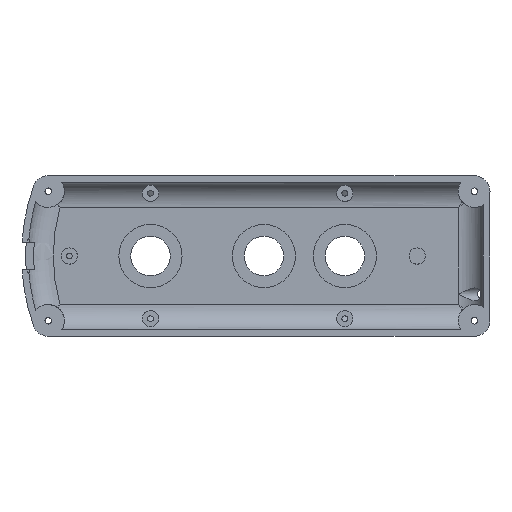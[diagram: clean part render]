
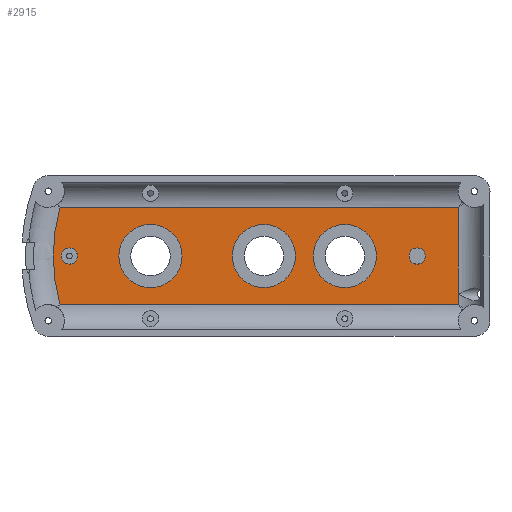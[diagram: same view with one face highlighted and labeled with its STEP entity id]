
A CAD part, top view. The second image highlights one B-rep face of the part: STEP entity #2915.
In plain terms, the highlighted planar face has unit normal (0, 0, 1).
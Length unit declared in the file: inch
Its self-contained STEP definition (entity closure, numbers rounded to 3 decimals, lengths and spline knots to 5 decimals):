
#108=FACE_BOUND('',#510,.T.);
#109=FACE_BOUND('',#511,.T.);
#110=FACE_BOUND('',#512,.T.);
#111=FACE_BOUND('',#513,.T.);
#112=FACE_BOUND('',#514,.T.);
#141=PLANE('',#3237);
#304=FACE_OUTER_BOUND('',#509,.T.);
#509=EDGE_LOOP('',(#2366,#2367,#2368,#2369,#2370));
#510=EDGE_LOOP('',(#2371,#2372));
#511=EDGE_LOOP('',(#2373,#2374));
#512=EDGE_LOOP('',(#2375,#2376));
#513=EDGE_LOOP('',(#2377,#2378));
#514=EDGE_LOOP('',(#2379,#2380));
#743=LINE('',#5501,#956);
#750=LINE('',#5890,#963);
#751=LINE('',#5893,#964);
#752=LINE('',#5894,#965);
#956=VECTOR('',#3706,0.3937);
#963=VECTOR('',#3763,0.3937);
#964=VECTOR('',#3766,0.3937);
#965=VECTOR('',#3767,0.3937);
#1142=CIRCLE('',#3083,2.5);
#1143=CIRCLE('',#3084,2.5);
#1195=CIRCLE('',#3169,9.75);
#1196=CIRCLE('',#3170,9.75);
#1197=CIRCLE('',#3172,9.75);
#1198=CIRCLE('',#3173,9.75);
#1199=CIRCLE('',#3175,9.75);
#1200=CIRCLE('',#3176,9.75);
#1230=CIRCLE('',#3232,55.);
#1231=CIRCLE('',#3238,2.5);
#1232=CIRCLE('',#3239,2.5);
#1271=VERTEX_POINT('',#4504);
#1272=VERTEX_POINT('',#4506);
#1324=VERTEX_POINT('',#4949);
#1325=VERTEX_POINT('',#4950);
#1326=VERTEX_POINT('',#4955);
#1327=VERTEX_POINT('',#4956);
#1328=VERTEX_POINT('',#4961);
#1329=VERTEX_POINT('',#4962);
#1390=VERTEX_POINT('',#5493);
#1391=VERTEX_POINT('',#5500);
#1408=VERTEX_POINT('',#5790);
#1411=VERTEX_POINT('',#5888);
#1412=VERTEX_POINT('',#5892);
#1413=VERTEX_POINT('',#5895);
#1414=VERTEX_POINT('',#5896);
#1568=EDGE_CURVE('',#1272,#1271,#1142,.T.);
#1569=EDGE_CURVE('',#1271,#1272,#1143,.T.);
#1638=EDGE_CURVE('',#1324,#1325,#1195,.T.);
#1639=EDGE_CURVE('',#1325,#1324,#1196,.T.);
#1641=EDGE_CURVE('',#1326,#1327,#1197,.T.);
#1642=EDGE_CURVE('',#1327,#1326,#1198,.T.);
#1644=EDGE_CURVE('',#1328,#1329,#1199,.T.);
#1645=EDGE_CURVE('',#1329,#1328,#1200,.T.);
#1723=EDGE_CURVE('',#1390,#1391,#743,.T.);
#1752=EDGE_CURVE('',#1390,#1408,#1230,.T.);
#1759=EDGE_CURVE('',#1408,#1411,#750,.T.);
#1760=EDGE_CURVE('',#1411,#1412,#751,.T.);
#1761=EDGE_CURVE('',#1412,#1391,#752,.T.);
#1762=EDGE_CURVE('',#1413,#1414,#1231,.T.);
#1763=EDGE_CURVE('',#1414,#1413,#1232,.T.);
#2366=ORIENTED_EDGE('',*,*,#1723,.F.);
#2367=ORIENTED_EDGE('',*,*,#1752,.T.);
#2368=ORIENTED_EDGE('',*,*,#1759,.T.);
#2369=ORIENTED_EDGE('',*,*,#1760,.T.);
#2370=ORIENTED_EDGE('',*,*,#1761,.T.);
#2371=ORIENTED_EDGE('',*,*,#1638,.T.);
#2372=ORIENTED_EDGE('',*,*,#1639,.T.);
#2373=ORIENTED_EDGE('',*,*,#1641,.T.);
#2374=ORIENTED_EDGE('',*,*,#1642,.T.);
#2375=ORIENTED_EDGE('',*,*,#1644,.T.);
#2376=ORIENTED_EDGE('',*,*,#1645,.T.);
#2377=ORIENTED_EDGE('',*,*,#1762,.T.);
#2378=ORIENTED_EDGE('',*,*,#1763,.T.);
#2379=ORIENTED_EDGE('',*,*,#1568,.T.);
#2380=ORIENTED_EDGE('',*,*,#1569,.T.);
#2915=ADVANCED_FACE('',(#304,#108,#109,#110,#111,#112),#141,.T.);
#3083=AXIS2_PLACEMENT_3D('',#4507,#3413,#3414);
#3084=AXIS2_PLACEMENT_3D('',#4508,#3415,#3416);
#3169=AXIS2_PLACEMENT_3D('',#4951,#3592,#3593);
#3170=AXIS2_PLACEMENT_3D('',#4952,#3594,#3595);
#3172=AXIS2_PLACEMENT_3D('',#4957,#3599,#3600);
#3173=AXIS2_PLACEMENT_3D('',#4958,#3601,#3602);
#3175=AXIS2_PLACEMENT_3D('',#4963,#3606,#3607);
#3176=AXIS2_PLACEMENT_3D('',#4964,#3608,#3609);
#3232=AXIS2_PLACEMENT_3D('',#5797,#3752,#3753);
#3237=AXIS2_PLACEMENT_3D('',#5891,#3764,#3765);
#3238=AXIS2_PLACEMENT_3D('',#5897,#3768,#3769);
#3239=AXIS2_PLACEMENT_3D('',#5898,#3770,#3771);
#3413=DIRECTION('center_axis',(0.,0.,
-1.));
#3414=DIRECTION('ref_axis',(1.,0.,0.));
#3415=DIRECTION('center_axis',(0.,0.,
-1.));
#3416=DIRECTION('ref_axis',(1.,0.,0.));
#3592=DIRECTION('center_axis',(0.,0.,-1.));
#3593=DIRECTION('ref_axis',(0.814,0.581,0.));
#3594=DIRECTION('center_axis',(0.,0.,-1.));
#3595=DIRECTION('ref_axis',(0.814,0.581,0.));
#3599=DIRECTION('center_axis',(0.,0.,
-1.));
#3600=DIRECTION('ref_axis',(0.814,0.581,0.));
#3601=DIRECTION('center_axis',(0.,0.,
-1.));
#3602=DIRECTION('ref_axis',(0.814,0.581,0.));
#3606=DIRECTION('center_axis',(0.,0.,-1.));
#3607=DIRECTION('ref_axis',(0.814,0.581,0.));
#3608=DIRECTION('center_axis',(0.,0.,-1.));
#3609=DIRECTION('ref_axis',(0.814,0.581,0.));
#3706=DIRECTION('',(1.,0.,0.));
#3752=DIRECTION('center_axis',(0.,0.,1.));
#3753=DIRECTION('ref_axis',(-0.962,-0.273,0.));
#3763=DIRECTION('',(1.,0.,0.));
#3764=DIRECTION('center_axis',(0.,0.,1.));
#3765=DIRECTION('ref_axis',(1.,0.,0.));
#3766=DIRECTION('',(0.,1.,0.));
#3767=DIRECTION('',(0.,1.,0.));
#3768=DIRECTION('center_axis',(0.,0.,
-1.));
#3769=DIRECTION('ref_axis',(0.814,0.581,0.));
#3770=DIRECTION('center_axis',(0.,0.,
-1.));
#3771=DIRECTION('ref_axis',(0.814,0.581,0.));
#4504=CARTESIAN_POINT('',(792.70887,-560.86138,-49.41194));
#4506=CARTESIAN_POINT('',(793.68283,-558.88118,-49.41194));
#4507=CARTESIAN_POINT('Origin',(795.20887,-560.86138,-49.41194));
#4508=CARTESIAN_POINT('Origin',(795.20887,-560.86138,-49.41194));
#4949=CARTESIAN_POINT('',(865.00137,-560.86138,-49.41194));
#4950=CARTESIAN_POINT('',(845.50137,-560.86138,-49.41194));
#4951=CARTESIAN_POINT('Origin',(855.25137,-560.86138,-49.41194));
#4952=CARTESIAN_POINT('Origin',(855.25137,-560.86138,-49.41194));
#4955=CARTESIAN_POINT('',(890.00137,-560.86138,-49.41194));
#4956=CARTESIAN_POINT('',(870.50137,-560.86138,-49.41194));
#4957=CARTESIAN_POINT('Origin',(880.25137,-560.86138,-49.41194));
#4958=CARTESIAN_POINT('Origin',(880.25137,-560.86138,-49.41194));
#4961=CARTESIAN_POINT('',(830.00137,-560.86138,-49.41194));
#4962=CARTESIAN_POINT('',(810.50137,-560.86138,-49.41194));
#4963=CARTESIAN_POINT('Origin',(820.25137,-560.86138,-49.41194));
#4964=CARTESIAN_POINT('Origin',(820.25137,-560.86138,-49.41194));
#5493=CARTESIAN_POINT('',(792.3363,-545.86138,-49.41194));
#5500=CARTESIAN_POINT('',(915.25133,-545.86138,-49.41194));
#5501=CARTESIAN_POINT('',(792.3363,-545.86138,-49.41194));
#5790=CARTESIAN_POINT('',(792.3363,-575.86138,-49.41194));
#5797=CARTESIAN_POINT('Origin',(845.25133,-560.86138,-49.41194));
#5888=CARTESIAN_POINT('',(915.25133,-575.86138,-49.41194));
#5890=CARTESIAN_POINT('',(792.3363,-575.86138,-49.41194));
#5891=CARTESIAN_POINT('Origin',(851.66776,-545.86138,-49.41194));
#5892=CARTESIAN_POINT('',(915.25133,-572.65934,-49.41194));
#5893=CARTESIAN_POINT('',(915.25133,-575.86138,-49.41194));
#5894=CARTESIAN_POINT('',(915.25133,-572.65934,-49.41194));
#5895=CARTESIAN_POINT('',(905.05137,-560.86138,-49.41194));
#5896=CARTESIAN_POINT('',(900.05137,-560.86138,-49.41194));
#5897=CARTESIAN_POINT('Origin',(902.55137,-560.86138,-49.41194));
#5898=CARTESIAN_POINT('Origin',(902.55137,-560.86138,-49.41194));
